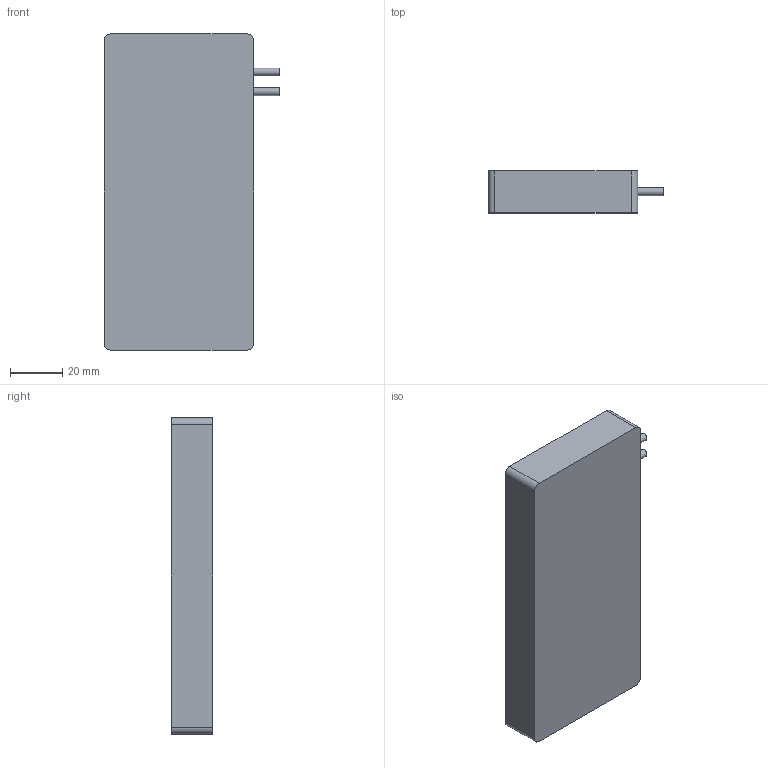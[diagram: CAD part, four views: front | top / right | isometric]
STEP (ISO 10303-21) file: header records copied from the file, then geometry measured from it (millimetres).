
FILE_DESCRIPTION(/* description */ (''),/* implementation_level */ '2;1');
FILE_NAME(/* name */ 'Tetrix_739136.iam.stp',/* time_stamp */ '2014-12-18T17:49:28-08:00',/* author */ ('Autodesk Inc.'),/* organization */ ('Autodesk Inc.'),/* preprocessor_version */ 'ST-DEVELOPER v15.6',/* originating_system */ 'Autodesk Inventor 2015',/* authorisation */ '');
FILE_SCHEMA (('AUTOMOTIVE_DESIGN { 1 0 10303 214 3 1 1 }'));
Length unit declared in the file: millimetre
Products named in the file (3): Tetrix_739136_Holder; Tetrix_739136_AA; Tetrix_739136
Assembly tree (9 placements, depth 2):
  Tetrix_739136
    Tetrix_739136_Holder
    Tetrix_739136_AA  x8
Bounding box: 67.15 x 15.88 x 120.65 mm (x, y, z)
Volume: 84869.2 mm3; surface area: 44882 mm2
Topology: 11 solids, 11 shells, 75 faces, 132 edges, 80 vertices
Faces by surface type: plane 31, cylinder 28, torus 16
Full cylindrical faces by diameter (mm): 3 x4, 14 x16
Entity records: 989 total; most frequent: DIRECTION 176, CARTESIAN_POINT 147, ORIENTED_EDGE 122, AXIS2_PLACEMENT_3D 72, EDGE_CURVE 59, EDGE_LOOP 46, VERTEX_POINT 43, FACE_OUTER_BOUND 33
